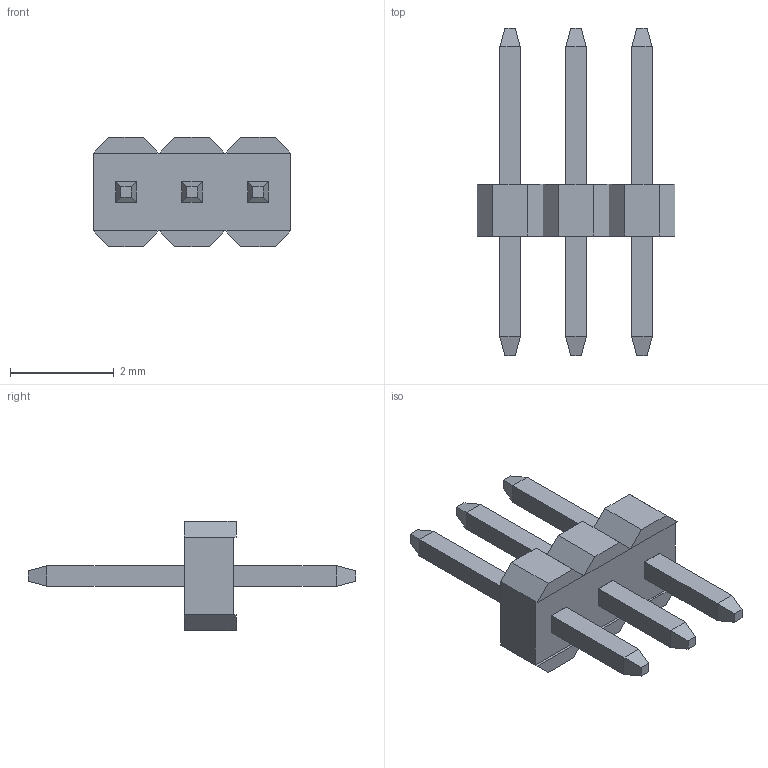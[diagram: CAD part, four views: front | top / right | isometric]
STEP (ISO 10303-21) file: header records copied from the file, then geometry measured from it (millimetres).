
FILE_DESCRIPTION((''),'2;1');
FILE_NAME('M50-3530342_ASM','2020-10-08T09:01:24',('mrudkin'),(''),'CREO PARAMETRIC BY PTC INC, 2020154','CREO PARAMETRIC BY PTC INC, 2020154','');
FILE_SCHEMA(('CONFIG_CONTROL_DESIGN','SHAPE_APPEARANCE_LAYERS_GROUPS'));
Length unit declared in the file: millimetre
Products named in the file (3): M50-35303_MOULD; M50-353_CONTACT; M50-3530342_ASM
Assembly tree (4 placements, depth 2):
  M50-3530342_ASM
    M50-35303_MOULD
    M50-353_CONTACT  x3
Bounding box: 3.81 x 6.3 x 2.1 mm (x, y, z)
Volume: 9.5 mm3; surface area: 60.1 mm2
Topology: 4 solids, 4 shells, 103 faces, 240 edges, 148 vertices
Faces by surface type: plane 103
Entity records: 2710 total; most frequent: CARTESIAN_POINT 332, ORIENTED_EDGE 320, DIRECTION 304, PRESENTATION_STYLE_ASSIGNMENT 181, STYLED_ITEM 162, VECTOR 160, LINE 160, CURVE_STYLE 160
